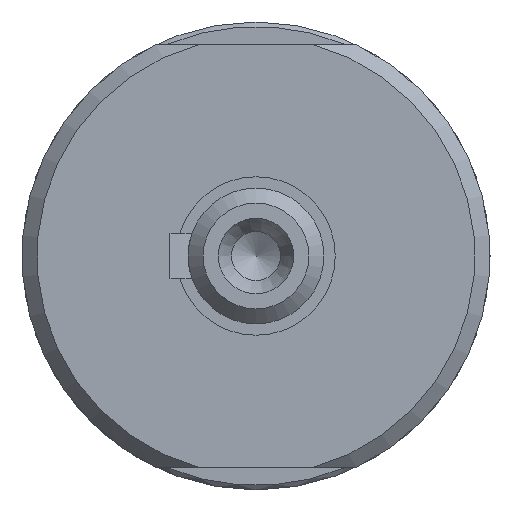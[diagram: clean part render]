
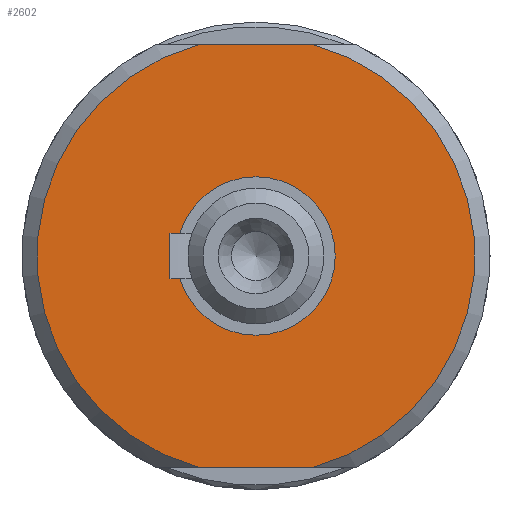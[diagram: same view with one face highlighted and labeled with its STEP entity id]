
A CAD part, left-side view. The second image highlights one B-rep face of the part: STEP entity #2602.
In plain terms, the highlighted planar face has unit normal (-1, 0, 0).
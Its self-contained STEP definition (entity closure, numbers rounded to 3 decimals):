
#416=LINE('',#4232,#651);
#420=LINE('',#4259,#655);
#651=VECTOR('',#3342,10.);
#655=VECTOR('',#3352,10.);
#723=FACE_BOUND('',#1003,.T.);
#842=FACE_OUTER_BOUND('',#1002,.T.);
#1002=EDGE_LOOP('',(#2253,#2254,#2255,#2256));
#1003=EDGE_LOOP('',(#2257));
#1083=CIRCLE('',#2805,14.5);
#1085=CIRCLE('',#2808,14.5);
#1086=CIRCLE('',#2811,5.25);
#1296=VERTEX_POINT('',#4227);
#1297=VERTEX_POINT('',#4231);
#1304=VERTEX_POINT('',#4254);
#1305=VERTEX_POINT('',#4258);
#1309=VERTEX_POINT('',#4286);
#1609=EDGE_CURVE('',#1297,#1296,#416,.T.);
#1618=EDGE_CURVE('',#1305,#1304,#420,.T.);
#1628=EDGE_CURVE('',#1297,#1304,#1083,.T.);
#1630=EDGE_CURVE('',#1305,#1296,#1085,.T.);
#1631=EDGE_CURVE('',#1309,#1309,#1086,.T.);
#2253=ORIENTED_EDGE('',*,*,#1609,.T.);
#2254=ORIENTED_EDGE('',*,*,#1630,.F.);
#2255=ORIENTED_EDGE('',*,*,#1618,.T.);
#2256=ORIENTED_EDGE('',*,*,#1628,.F.);
#2257=ORIENTED_EDGE('',*,*,#1631,.T.);
#2477=PLANE('',#2810);
#2602=ADVANCED_FACE('',(#842,#723),#2477,.T.);
#2805=AXIS2_PLACEMENT_3D('',#4280,#3374,#3375);
#2808=AXIS2_PLACEMENT_3D('',#4283,#3380,#3381);
#2810=AXIS2_PLACEMENT_3D('',#4285,#3384,#3385);
#2811=AXIS2_PLACEMENT_3D('',#4287,#3386,#3387);
#3342=DIRECTION('',(0.,1.,0.));
#3352=DIRECTION('',(0.,-1.,0.));
#3374=DIRECTION('center_axis',(1.,0.,0.));
#3375=DIRECTION('ref_axis',(0.,1.,0.));
#3380=DIRECTION('center_axis',(1.,0.,0.));
#3381=DIRECTION('ref_axis',(0.,1.,0.));
#3384=DIRECTION('center_axis',(-1.,0.,0.));
#3385=DIRECTION('ref_axis',(0.,0.,-1.));
#3386=DIRECTION('center_axis',(1.,0.,0.));
#3387=DIRECTION('ref_axis',(0.,-1.,0.));
#4227=CARTESIAN_POINT('',(-41.9,3.775,14.));
#4231=CARTESIAN_POINT('',(-41.9,-3.775,14.));
#4232=CARTESIAN_POINT('',(-41.9,1.954,14.));
#4254=CARTESIAN_POINT('',(-41.9,-3.775,-14.));
#4258=CARTESIAN_POINT('',(-41.9,3.775,-14.));
#4259=CARTESIAN_POINT('',(-41.9,-12.329,-14.));
#4280=CARTESIAN_POINT('Origin',(-41.9,0.,
0.));
#4283=CARTESIAN_POINT('Origin',(-41.9,0.,
0.));
#4285=CARTESIAN_POINT('Origin',(-41.9,-10.375,0.));
#4286=CARTESIAN_POINT('',(-41.9,5.25,0.));
#4287=CARTESIAN_POINT('Origin',(-41.9,0.,
0.));
